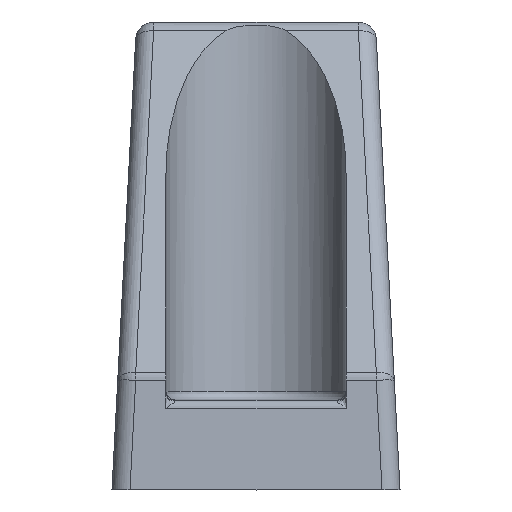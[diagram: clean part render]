
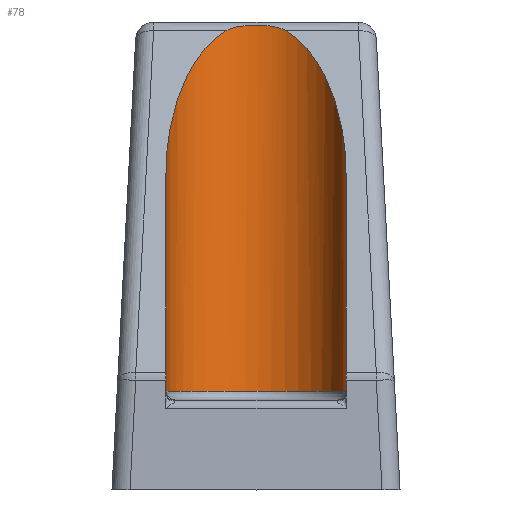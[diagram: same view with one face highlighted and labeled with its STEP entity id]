
A CAD part, left-side view. The second image highlights one B-rep face of the part: STEP entity #78.
In plain terms, the highlighted cylindrical face has radius 5 mm (diameter 10 mm), a partial arc.
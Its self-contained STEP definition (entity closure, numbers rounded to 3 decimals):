
#78=ADVANCED_FACE('',(#503),#502,.F.);
#502=CYLINDRICAL_SURFACE('',#1329,5.);
#503=FACE_OUTER_BOUND('',#1330,.T.);
#1326=CARTESIAN_POINT('',(-41.9,0.,-20.965));
#1327=DIRECTION('',(-0.007,0.,-1.));
#1328=DIRECTION('',(-1.,0.,0.007));
#1329=AXIS2_PLACEMENT_3D('',#1326,#1327,#1328);
#1330=EDGE_LOOP('',(#1857,#1858,#1859,#1860,#1861,#1862));
#1857=ORIENTED_EDGE('',*,*,#2093,.F.);
#1858=ORIENTED_EDGE('',*,*,#2160,.T.);
#1859=ORIENTED_EDGE('',*,*,#2082,.T.);
#1860=ORIENTED_EDGE('',*,*,#2186,.T.);
#1861=ORIENTED_EDGE('',*,*,#2181,.T.);
#1862=ORIENTED_EDGE('',*,*,#2184,.F.);
#2082=EDGE_CURVE('',#2449,#2442,#2450,.T.);
#2093=EDGE_CURVE('',#2519,#2526,#2527,.T.);
#2160=EDGE_CURVE('',#2519,#2449,#2976,.T.);
#2181=EDGE_CURVE('',#3110,#3082,#3111,.T.);
#2184=EDGE_CURVE('',#2526,#3082,#3130,.T.);
#2186=EDGE_CURVE('',#2442,#3110,#3142,.T.);
#2442=VERTEX_POINT('',#3628);
#2449=VERTEX_POINT('',#3632);
#2450=(BOUNDED_CURVE() B_SPLINE_CURVE(2,(#3633,#3634,#3635),.UNSPECIFIED.,.F.,.F.) B_SPLINE_CURVE_WITH_KNOTS((3,3),(-5.942,-4.712),.UNSPECIFIED.) CURVE() GEOMETRIC_REPRESENTATION_ITEM() RATIONAL_B_SPLINE_CURVE((1.,0.817,1.)) REPRESENTATION_ITEM('') );
#2519=VERTEX_POINT('',#3672);
#2526=VERTEX_POINT('',#3676);
#2527=(BOUNDED_CURVE() B_SPLINE_CURVE(2,(#3677,#3678,#3679),.UNSPECIFIED.,.F.,.F.) B_SPLINE_CURVE_WITH_KNOTS((3,3),(-5.942,-4.712),.UNSPECIFIED.) CURVE() GEOMETRIC_REPRESENTATION_ITEM() RATIONAL_B_SPLINE_CURVE((1.,0.817,1.)) REPRESENTATION_ITEM('') );
#2976=(BOUNDED_CURVE() B_SPLINE_CURVE(3,(#3962,#3963,#3964,#3965,#3966,#3967,#3968,#3969,#3970,#3971,#3972,#3973,#3974,#3975),.UNSPECIFIED.,.F.,.F.) B_SPLINE_CURVE_WITH_KNOTS((4,2,2,2,2,2,4),(0.,0.,0.001,0.002,0.003,0.003,0.004),.UNSPECIFIED.) CURVE() GEOMETRIC_REPRESENTATION_ITEM() RATIONAL_B_SPLINE_CURVE((1.,1.,1.,1.,1.,1.,1.,1.,1.,1.,1.,1.,1.,1.)) REPRESENTATION_ITEM('') );
#3082=VERTEX_POINT('',#4038);
#3110=VERTEX_POINT('',#4056);
#3111=(BOUNDED_CURVE() B_SPLINE_CURVE(2,(#4057,#4058,#4059,#4060,#4061),.UNSPECIFIED.,.F.,.F.) B_SPLINE_CURVE_WITH_KNOTS((3,2,3),(-1.571,0.,1.571),.UNSPECIFIED.) CURVE() GEOMETRIC_REPRESENTATION_ITEM() RATIONAL_B_SPLINE_CURVE((1.,0.707,1.,0.707,1.)) REPRESENTATION_ITEM('') );
#3130=LINE('',#4072,#4073);
#3142=LINE('',#4079,#4080);
#3628=CARTESIAN_POINT('',(-41.811,5.,-8.419));
#3632=CARTESIAN_POINT('',(-37.043,1.673,-0.485));
#3633=CARTESIAN_POINT('',(-37.043,1.673,-0.485));
#3634=CARTESIAN_POINT('',(-38.239,5.,-2.475));
#3635=CARTESIAN_POINT('',(-41.811,5.,-8.419));
#3672=CARTESIAN_POINT('',(-37.043,-1.673,-0.485));
#3676=CARTESIAN_POINT('',(-41.811,-5.,-8.419));
#3677=CARTESIAN_POINT('',(-37.043,-1.673,-0.485));
#3678=CARTESIAN_POINT('',(-38.239,-5.,-2.475));
#3679=CARTESIAN_POINT('',(-41.811,-5.,-8.419));
#3962=CARTESIAN_POINT('',(-37.043,-1.673,-0.485));
#3963=CARTESIAN_POINT('',(-37.,-1.552,-0.412));
#3964=CARTESIAN_POINT('',(-36.958,-1.421,-0.362));
#3965=CARTESIAN_POINT('',(-36.885,-1.148,-0.283));
#3966=CARTESIAN_POINT('',(-36.854,-1.008,-0.255));
#3967=CARTESIAN_POINT('',(-36.779,-0.583,-0.192));
#3968=CARTESIAN_POINT('',(-36.753,-0.292,-0.176));
#3969=CARTESIAN_POINT('',(-36.753,0.295,-0.176));
#3970=CARTESIAN_POINT('',(-36.779,0.583,-0.192));
#3971=CARTESIAN_POINT('',(-36.854,1.007,-0.255));
#3972=CARTESIAN_POINT('',(-36.885,1.147,-0.283));
#3973=CARTESIAN_POINT('',(-36.958,1.421,-0.362));
#3974=CARTESIAN_POINT('',(-37.,1.552,-0.412));
#3975=CARTESIAN_POINT('',(-37.043,1.673,-0.485));
#4038=CARTESIAN_POINT('',(-41.897,-5.,-20.5));
#4056=CARTESIAN_POINT('',(-41.897,5.,-20.5));
#4057=CARTESIAN_POINT('',(-41.897,5.,-20.5));
#4058=CARTESIAN_POINT('',(-36.896,5.,-20.504));
#4059=CARTESIAN_POINT('',(-36.896,0.,-20.504));
#4060=CARTESIAN_POINT('',(-36.896,-5.,-20.504));
#4061=CARTESIAN_POINT('',(-41.897,-5.,-20.5));
#4072=CARTESIAN_POINT('',(-41.811,-5.,-8.419));
#4073=VECTOR('',#4074,12.081);
#4074=DIRECTION('',(-0.007,0.,-1.));
#4079=CARTESIAN_POINT('',(-41.811,5.,-8.419));
#4080=VECTOR('',#4081,12.081);
#4081=DIRECTION('',(-0.007,0.,-1.));
